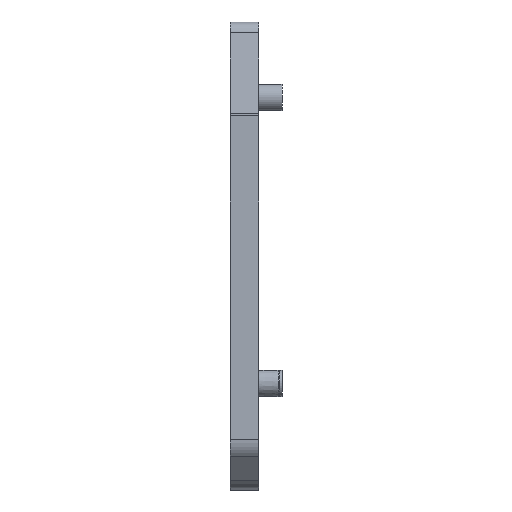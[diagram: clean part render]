
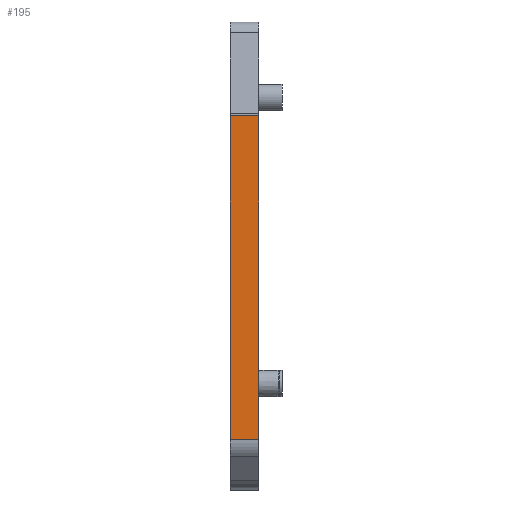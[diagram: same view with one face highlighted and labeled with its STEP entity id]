
A CAD part, left-side view. The second image highlights one B-rep face of the part: STEP entity #195.
In plain terms, the highlighted planar face has unit normal (-1, 0, 0).
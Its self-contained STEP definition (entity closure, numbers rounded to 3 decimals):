
#195 = ADVANCED_FACE( '', ( #410 ), #411, .F. );
#410 = FACE_OUTER_BOUND( '', #636, .T. );
#411 = PLANE( '', #637 );
#636 = EDGE_LOOP( '', ( #1149, #1150, #1151, #1152 ) );
#637 = AXIS2_PLACEMENT_3D( '', #1153, #1154, #1155 );
#1149 = ORIENTED_EDGE( '', *, *, #1488, .F. );
#1150 = ORIENTED_EDGE( '', *, *, #1398, .T. );
#1151 = ORIENTED_EDGE( '', *, *, #1418, .T. );
#1152 = ORIENTED_EDGE( '', *, *, #1437, .F. );
#1153 = CARTESIAN_POINT( '', ( 0., -2.2, 28.87 ) );
#1154 = DIRECTION( '', ( 1., 0., 0. ) );
#1155 = DIRECTION( '', ( 0., 0., -1. ) );
#1398 = EDGE_CURVE( '', #1699, #1701, #1703, .T. );
#1418 = EDGE_CURVE( '', #1701, #1731, #1733, .T. );
#1437 = EDGE_CURVE( '', #1759, #1731, #1761, .T. );
#1488 = EDGE_CURVE( '', #1699, #1759, #1827, .T. );
#1699 = VERTEX_POINT( '', #2109 );
#1701 = VERTEX_POINT( '', #2111 );
#1703 = LINE( '', #2113, #2114 );
#1731 = VERTEX_POINT( '', #2153 );
#1733 = LINE( '', #2155, #2156 );
#1759 = VERTEX_POINT( '', #2196 );
#1761 = LINE( '', #2198, #2199 );
#1827 = LINE( '', #2285, #2286 );
#2109 = CARTESIAN_POINT( '', ( 0., -2.2, 28.782 ) );
#2111 = CARTESIAN_POINT( '', ( 0., 0., 28.782 ) );
#2113 = CARTESIAN_POINT( '', ( 0., -2.2, 28.782 ) );
#2114 = VECTOR( '', #2459, 1000. );
#2153 = CARTESIAN_POINT( '', ( 0., 0., 3.887 ) );
#2155 = CARTESIAN_POINT( '', ( 0., 0., 28.87 ) );
#2156 = VECTOR( '', #2483, 1000. );
#2196 = CARTESIAN_POINT( '', ( 0., -2.2, 3.887 ) );
#2198 = CARTESIAN_POINT( '', ( 0., -2.2, 3.887 ) );
#2199 = VECTOR( '', #2504, 1000. );
#2285 = CARTESIAN_POINT( '', ( 0., -2.2, 28.87 ) );
#2286 = VECTOR( '', #2558, 1000. );
#2459 = DIRECTION( '', ( 0., 1., 0. ) );
#2483 = DIRECTION( '', ( 0., 0., -1. ) );
#2504 = DIRECTION( '', ( 0., 1., 0. ) );
#2558 = DIRECTION( '', ( 0., 0., -1. ) );
